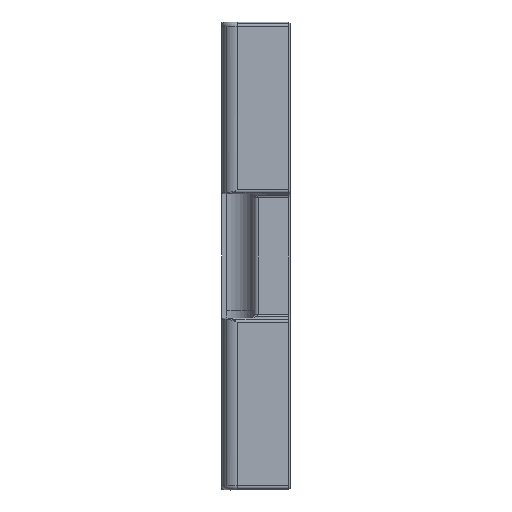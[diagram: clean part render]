
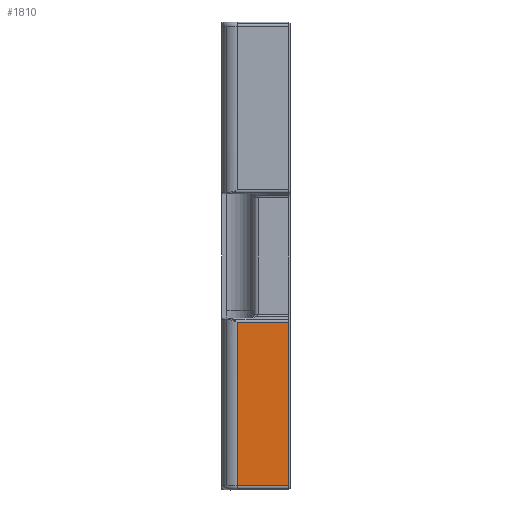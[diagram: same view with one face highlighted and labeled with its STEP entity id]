
A CAD part, front view. The second image highlights one B-rep face of the part: STEP entity #1810.
In plain terms, the highlighted face is planar.
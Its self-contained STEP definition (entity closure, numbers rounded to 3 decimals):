
#16 = DIRECTION ( 'NONE',  ( 0., 0., -1. ) ) ;
#564 = LINE ( 'NONE', #1377, #2155 ) ;
#718 = AXIS2_PLACEMENT_3D ( 'NONE', #7127, #3527, #2651 ) ;
#1144 = CARTESIAN_POINT ( 'NONE',  ( -0.576, 74.424, 0.4 ) ) ;
#1377 = CARTESIAN_POINT ( 'NONE',  ( -0.576, 28.675, 0.4 ) ) ;
#1569 = CARTESIAN_POINT ( 'NONE',  ( -0.576, 74.424, 13.2 ) ) ;
#1810 = ADVANCED_FACE ( 'NONE', ( #11390 ), #4396, .T. ) ;
#2155 = VECTOR ( 'NONE', #5160, 1000. ) ;
#2486 = CARTESIAN_POINT ( 'NONE',  ( -0.576, 115.424, 13.2 ) ) ;
#2651 = DIRECTION ( 'NONE',  ( 0., 1., 0. ) ) ;
#3295 = EDGE_CURVE ( 'NONE', #5816, #5583, #564, .T. ) ;
#3428 = VECTOR ( 'NONE', #16, 1000. ) ;
#3527 = DIRECTION ( 'NONE',  ( -1., 0., 0. ) ) ;
#3570 = LINE ( 'NONE', #4384, #3428 ) ;
#3768 = EDGE_CURVE ( 'NONE', #4351, #5816, #3570, .T. ) ;
#4266 = CARTESIAN_POINT ( 'NONE',  ( -0.576, 28.674, 13.2 ) ) ;
#4351 = VERTEX_POINT ( 'NONE', #1569 ) ;
#4384 = CARTESIAN_POINT ( 'NONE',  ( -0.576, 74.424, 12.45 ) ) ;
#4396 = PLANE ( 'NONE',  #718 ) ;
#4892 = ORIENTED_EDGE ( 'NONE', *, *, #10110, .F. ) ;
#5087 = ORIENTED_EDGE ( 'NONE', *, *, #5690, .F. ) ;
#5160 = DIRECTION ( 'NONE',  ( 0., 1., 0. ) ) ;
#5583 = VERTEX_POINT ( 'NONE', #6806 ) ;
#5690 = EDGE_CURVE ( 'NONE', #5583, #10768, #8187, .T. ) ;
#5816 = VERTEX_POINT ( 'NONE', #1144 ) ;
#6806 = CARTESIAN_POINT ( 'NONE',  ( -0.576, 115.424, 0.4 ) ) ;
#6933 = LINE ( 'NONE', #4266, #7453 ) ;
#6975 = DIRECTION ( 'NONE',  ( 0., 0., 1. ) ) ;
#7127 = CARTESIAN_POINT ( 'NONE',  ( -0.576, -0.576, 17. ) ) ;
#7306 = CARTESIAN_POINT ( 'NONE',  ( -0.576, 115.424, 17. ) ) ;
#7453 = VECTOR ( 'NONE', #9452, 1000. ) ;
#8187 = LINE ( 'NONE', #7306, #10519 ) ;
#8225 = ORIENTED_EDGE ( 'NONE', *, *, #3295, .F. ) ;
#9347 = ORIENTED_EDGE ( 'NONE', *, *, #3768, .F. ) ;
#9452 = DIRECTION ( 'NONE',  ( 0., -1., 0. ) ) ;
#10110 = EDGE_CURVE ( 'NONE', #10768, #4351, #6933, .T. ) ;
#10518 = EDGE_LOOP ( 'NONE', ( #8225, #9347, #4892, #5087 ) ) ;
#10519 = VECTOR ( 'NONE', #6975, 1000. ) ;
#10768 = VERTEX_POINT ( 'NONE', #2486 ) ;
#11390 = FACE_OUTER_BOUND ( 'NONE', #10518, .T. ) ;
